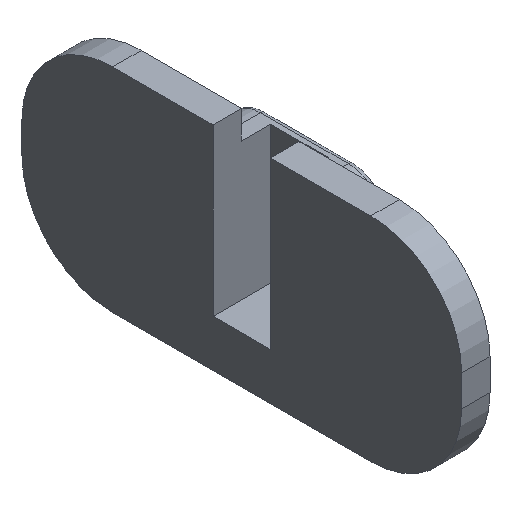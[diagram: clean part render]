
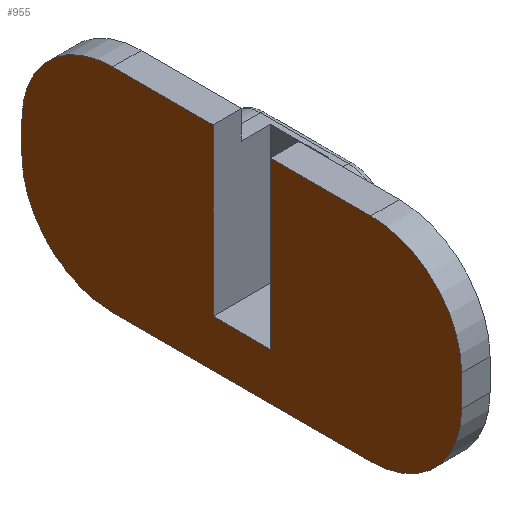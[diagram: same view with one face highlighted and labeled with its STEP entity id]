
A CAD part, isometric view. The second image highlights one B-rep face of the part: STEP entity #955.
In plain terms, the highlighted planar face has unit normal (-1, 0, 0).
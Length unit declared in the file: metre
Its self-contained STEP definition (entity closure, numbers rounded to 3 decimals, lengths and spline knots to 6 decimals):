
#79=CIRCLE('',#1068,0.0032);
#80=CIRCLE('',#1072,0.0032);
#81=CIRCLE('',#1073,0.0032);
#82=CIRCLE('',#1074,0.0032);
#250=ORIENTED_EDGE('',*,*,#484,.F.);
#251=ORIENTED_EDGE('',*,*,#485,.T.);
#252=ORIENTED_EDGE('',*,*,#486,.T.);
#253=ORIENTED_EDGE('',*,*,#479,.T.);
#254=ORIENTED_EDGE('',*,*,#487,.F.);
#255=ORIENTED_EDGE('',*,*,#488,.T.);
#256=ORIENTED_EDGE('',*,*,#489,.F.);
#257=ORIENTED_EDGE('',*,*,#480,.T.);
#258=ORIENTED_EDGE('',*,*,#490,.T.);
#259=ORIENTED_EDGE('',*,*,#472,.T.);
#260=ORIENTED_EDGE('',*,*,#475,.T.);
#261=ORIENTED_EDGE('',*,*,#408,.T.);
#408=EDGE_CURVE('',#551,#550,#638,.T.);
#472=EDGE_CURVE('',#591,#590,#660,.T.);
#475=EDGE_CURVE('',#590,#551,#79,.T.);
#479=EDGE_CURVE('',#593,#595,#665,.T.);
#480=EDGE_CURVE('',#596,#597,#666,.T.);
#484=EDGE_CURVE('',#600,#550,#670,.T.);
#485=EDGE_CURVE('',#600,#601,#671,.T.);
#486=EDGE_CURVE('',#601,#593,#672,.T.);
#487=EDGE_CURVE('',#602,#595,#80,.F.);
#488=EDGE_CURVE('',#602,#603,#673,.T.);
#489=EDGE_CURVE('',#596,#603,#81,.F.);
#490=EDGE_CURVE('',#597,#591,#82,.T.);
#550=VERTEX_POINT('',#1462);
#551=VERTEX_POINT('',#1464);
#590=VERTEX_POINT('',#1594);
#591=VERTEX_POINT('',#1596);
#593=VERTEX_POINT('',#1604);
#595=VERTEX_POINT('',#1608);
#596=VERTEX_POINT('',#1612);
#597=VERTEX_POINT('',#1613);
#600=VERTEX_POINT('',#1621);
#601=VERTEX_POINT('',#1623);
#602=VERTEX_POINT('',#1626);
#603=VERTEX_POINT('',#1628);
#638=LINE('',#1463,#710);
#660=LINE('',#1595,#732);
#665=LINE('',#1609,#737);
#666=LINE('',#1611,#738);
#670=LINE('',#1620,#742);
#671=LINE('',#1622,#743);
#672=LINE('',#1624,#744);
#673=LINE('',#1627,#745);
#710=VECTOR('',#1130,1.);
#732=VECTOR('',#1292,1.);
#737=VECTOR('',#1305,1.);
#738=VECTOR('',#1308,1.);
#742=VECTOR('',#1314,1.);
#743=VECTOR('',#1315,1.);
#744=VECTOR('',#1316,1.);
#745=VECTOR('',#1319,1.);
#812=EDGE_LOOP('',(#250,#251,#252,#253,#254,#255,#256,#257,#258,#259,#260,
#261));
#874=FACE_BOUND('',#812,.T.);
#911=PLANE('',#1071);
#955=ADVANCED_FACE('',(#874),#911,.T.);
#1068=AXIS2_PLACEMENT_3D('',#1600,#1298,#1299);
#1071=AXIS2_PLACEMENT_3D('',#1619,#1312,#1313);
#1072=AXIS2_PLACEMENT_3D('',#1625,#1317,#1318);
#1073=AXIS2_PLACEMENT_3D('',#1629,#1320,#1321);
#1074=AXIS2_PLACEMENT_3D('',#1630,#1322,#1323);
#1130=DIRECTION('',(0.,1.,0.));
#1292=DIRECTION('',(0.,0.,1.));
#1298=DIRECTION('',(-1.,0.,0.));
#1299=DIRECTION('',(0.,-1.,0.));
#1305=DIRECTION('',(0.,1.,0.));
#1308=DIRECTION('',(0.,-1.,0.));
#1312=DIRECTION('',(-1.,0.,0.));
#1313=DIRECTION('',(0.,-1.,0.));
#1314=DIRECTION('',(0.,0.,1.));
#1315=DIRECTION('',(0.,1.,0.));
#1316=DIRECTION('',(0.,0.,1.));
#1317=DIRECTION('',(-1.,0.,0.));
#1318=DIRECTION('',(0.,0.,1.));
#1319=DIRECTION('',(0.,0.,-1.));
#1320=DIRECTION('',(-1.,0.,0.));
#1321=DIRECTION('',(0.,0.,1.));
#1322=DIRECTION('',(-1.,0.,0.));
#1323=DIRECTION('',(0.,0.,-1.));
#1462=CARTESIAN_POINT('',(0.170457,0.113448,0.0019));
#1463=CARTESIAN_POINT('',(0.170457,0.109913,0.0019));
#1464=CARTESIAN_POINT('',(0.170457,0.109913,0.0019));
#1594=CARTESIAN_POINT('',(0.170457,0.106713,-0.0013));
#1595=CARTESIAN_POINT('',(0.170457,0.106713,-0.0024));
#1596=CARTESIAN_POINT('',(0.170457,0.106713,-0.0024));
#1600=CARTESIAN_POINT('',(0.170457,0.109913,-0.0013));
#1604=CARTESIAN_POINT('',(0.170457,0.11548,0.0019));
#1608=CARTESIAN_POINT('',(0.170457,0.119015,0.0019));
#1609=CARTESIAN_POINT('',(0.170457,0.109913,0.0019));
#1611=CARTESIAN_POINT('',(0.170457,0.116595,-0.0056));
#1612=CARTESIAN_POINT('',(0.170457,0.119015,-0.0056));
#1613=CARTESIAN_POINT('',(0.170457,0.109913,-0.0056));
#1619=CARTESIAN_POINT('',(0.170457,0.164171,-0.011653));
#1620=CARTESIAN_POINT('',(0.170457,0.113448,-0.001025));
#1621=CARTESIAN_POINT('',(0.170457,0.113448,-0.00395));
#1622=CARTESIAN_POINT('',(0.170457,0.114464,-0.00395));
#1623=CARTESIAN_POINT('',(0.170457,0.11548,-0.00395));
#1624=CARTESIAN_POINT('',(0.170457,0.11548,-0.001025));
#1625=CARTESIAN_POINT('',(0.170457,0.119015,-0.0013));
#1626=CARTESIAN_POINT('',(0.170457,0.122215,-0.0013));
#1627=CARTESIAN_POINT('',(0.170457,0.122215,-0.00185));
#1628=CARTESIAN_POINT('',(0.170457,0.122215,-0.0024));
#1629=CARTESIAN_POINT('',(0.170457,0.119015,-0.0024));
#1630=CARTESIAN_POINT('',(0.170457,0.109913,-0.0024));
